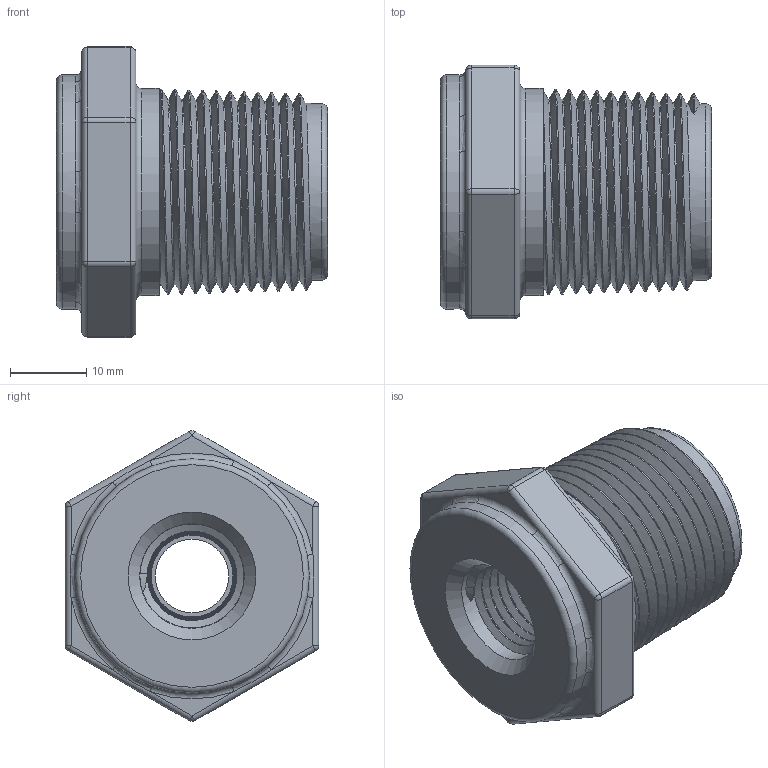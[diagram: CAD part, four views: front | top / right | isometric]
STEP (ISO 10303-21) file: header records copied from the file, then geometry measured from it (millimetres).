
FILE_DESCRIPTION(/* description */ ('3/4" MNPT X 1/4" FNPT REDUCER BUSHING'),/* implementation_level */ '2;1');
FILE_NAME(/* name */ 'RB075-025.stp',/* time_stamp */ '2013-10-17T13:02:54-04:00',/* author */ ('DTruax'),/* organization */ (''),/* preprocessor_version */ 'ST-DEVELOPER v15.2',/* originating_system */ 'Autodesk Inventor 2014',/* authorisation */ '');
FILE_SCHEMA (('AUTOMOTIVE_DESIGN { 1 0 10303 214 3 1 1 }'));
Length unit declared in the file: inch
Products named in the file (1): RB075-025
Bounding box: 35.56 x 33.27 x 38.19 mm (x, y, z)
Volume: 18151.7 mm3; surface area: 7548.4 mm2
Topology: 1 solids, 1 shells, 104 faces, 241 edges, 138 vertices
Faces by surface type: cone 30, cylinder 24, plane 17, bspline 12, sphere 12, torus 9
Full cylindrical faces by diameter (mm): 9.652 x1, 27.178 x1, 30.734 x1
Entity records: 7729 total; most frequent: CARTESIAN_POINT 6079, DIRECTION 343, ORIENTED_EDGE 320, EDGE_CURVE 160, AXIS2_PLACEMENT_3D 148, EDGE_LOOP 95, VERTEX_POINT 93, ADVANCED_FACE 81
